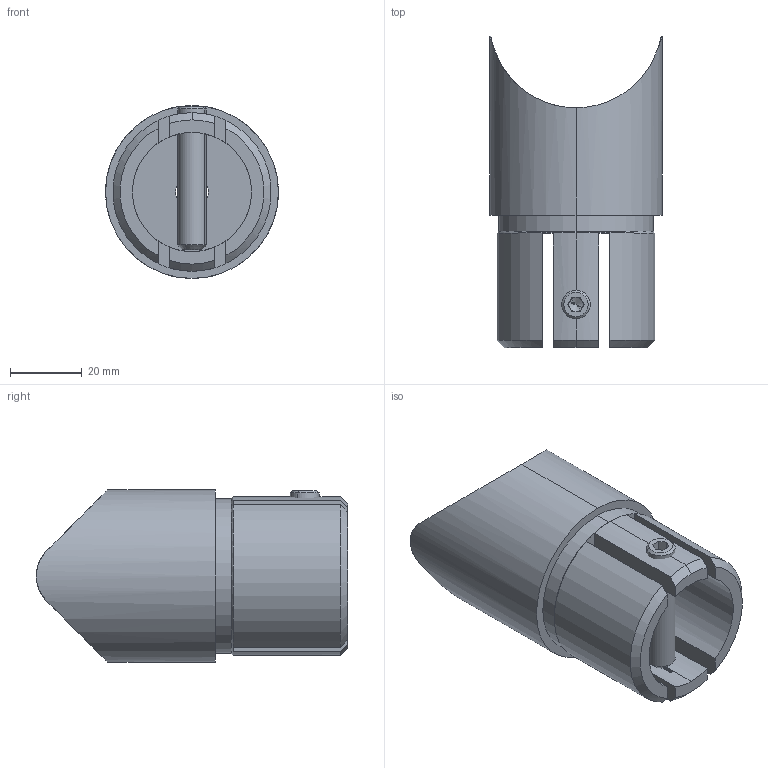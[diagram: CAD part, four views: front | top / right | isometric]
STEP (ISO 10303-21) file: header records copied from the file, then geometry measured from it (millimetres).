
FILE_DESCRIPTION (( 'STEP AP203' ), '1' );
FILE_NAME ('50126-240.step', '2019-07-16T14:36:03', ( '' ), ( '' ), 'SwSTEP 2.0', 'SolidWorks 2015', '' );
FILE_SCHEMA (( 'CONFIG_CONTROL_DESIGN' ));
Length unit declared in the file: millimetre
Products named in the file (3): 50126-240; 5012X-240 Teil1_50126-240 Teil1; DIN913_DIN 913 M8x40
Assembly tree (2 placements, depth 2):
  50126-240
    5012X-240 Teil1_50126-240 Teil1
    DIN913_DIN 913 M8x40
Bounding box: 48.3 x 87.01 x 48.3 mm (x, y, z)
Volume: 71813.1 mm3; surface area: 22691.8 mm2
Topology: 2 solids, 2 shells, 298 faces, 806 edges, 519 vertices
Faces by surface type: plane 131, bspline 95, cylinder 59, cone 13
Entity records: 13873 total; most frequent: CARTESIAN_POINT 6817, ORIENTED_EDGE 1608, DIRECTION 1094, EDGE_CURVE 804, VERTEX_POINT 519, VECTOR 390, LINE 390, AXIS2_PLACEMENT_3D 352
